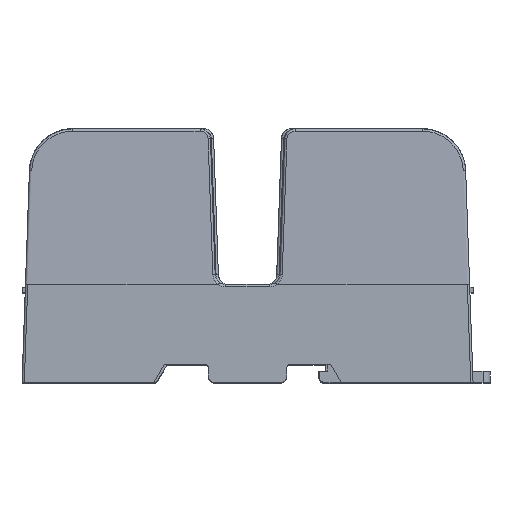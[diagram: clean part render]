
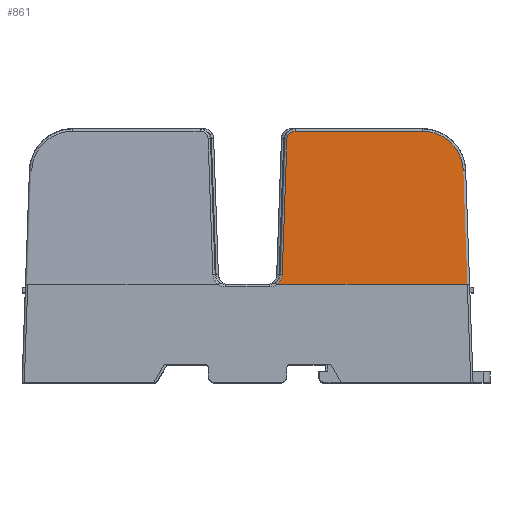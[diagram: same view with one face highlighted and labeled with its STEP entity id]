
A CAD part, top view. The second image highlights one B-rep face of the part: STEP entity #861.
In plain terms, the highlighted planar face has unit normal (0, 0.018, 1).
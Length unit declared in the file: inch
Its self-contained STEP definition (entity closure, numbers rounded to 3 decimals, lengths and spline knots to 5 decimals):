
#861 = ADVANCED_FACE ( 'NONE', ( #68278 ), #99218, .F. ) ;
#1849 = ORIENTED_EDGE ( 'NONE', *, *, #100146, .T. ) ;
#3071 = CARTESIAN_POINT ( 'NONE',  ( 0.25312, 0.85002, 3.555 ) ) ;
#4097 = CARTESIAN_POINT ( 'NONE',  ( 0.2819, 0.87029, 3.55465 ) ) ;
#15759 = DIRECTION ( 'NONE',  ( -1., 0., 0. ) ) ;
#18750 = CARTESIAN_POINT ( 'NONE',  ( 0.25324, 0.85, 3.555 ) ) ;
#22280 = ORIENTED_EDGE ( 'NONE', *, *, #52364, .T. ) ;
#32665 = CARTESIAN_POINT ( 'NONE',  ( 1.90031, 0.85, 3.555 ) ) ;
#32951 = CARTESIAN_POINT ( 'NONE',  ( 0.25298, 0.8501, 3.555 ) ) ;
#33630 = CARTESIAN_POINT ( 'NONE',  ( 0.25297, 0.85012, 3.555 ) ) ;
#35119 = ORIENTED_EDGE ( 'NONE', *, *, #98451, .T. ) ;
#35549 =( BOUNDED_CURVE ( )  B_SPLINE_CURVE ( 3, ( #189821, #81425, #4097, #112483 ),
 .UNSPECIFIED., .F., .F. ) 
 B_SPLINE_CURVE_WITH_KNOTS ( ( 4, 4 ),
 ( 1.6057, 2.53271 ),
 .UNSPECIFIED. ) 
 CURVE ( )  GEOMETRIC_REPRESENTATION_ITEM ( )  RATIONAL_B_SPLINE_CURVE ( ( 1., 0.93, 0.93, 1. ) ) 
 REPRESENTATION_ITEM ( '' )  );
#37698 = VECTOR ( 'NONE', #51100, 39.37008 ) ;
#38737 = VECTOR ( 'NONE', #173190, 39.37008 ) ;
#39389 = DIRECTION ( 'NONE',  ( 0., -0.017, -1. ) ) ;
#41059 = ORIENTED_EDGE ( 'NONE', *, *, #148551, .T. ) ;
#41683 = CARTESIAN_POINT ( 'NONE',  ( 0.41085, 2.17535, 3.53187 ) ) ;
#43927 = CARTESIAN_POINT ( 'NONE',  ( 0.29999, 0.93651, 3.55349 ) ) ;
#47088 = CARTESIAN_POINT ( 'NONE',  ( 1.51122, 2.17535, 3.53187 ) ) ;
#47682 = CARTESIAN_POINT ( 'NONE',  ( -1.95, 0.85, 3.555 ) ) ;
#48173 = CARTESIAN_POINT ( 'NONE',  ( 1.866, 1.83274, 3.53785 ) ) ;
#51100 = DIRECTION ( 'NONE',  ( -0.035, -0.999, 0.017 ) ) ;
#52364 = EDGE_CURVE ( 'NONE', #114442, #74505, #197633, .T. ) ;
#57806 = LINE ( 'NONE', #168354, #140167 ) ;
#57971 = CARTESIAN_POINT ( 'NONE',  ( 1.71346, 2.17535, 3.53187 ) ) ;
#64310 = VECTOR ( 'NONE', #15759, 39.37008 ) ;
#64578 = ORIENTED_EDGE ( 'NONE', *, *, #188076, .T. ) ;
#68278 = FACE_OUTER_BOUND ( 'NONE', #96033, .T. ) ;
#74431 = B_SPLINE_CURVE_WITH_KNOTS ( 'NONE', 3,
 ( #33630, #32951, #173088, #80383, #188782, #95873, #3071, #111441, #18750, #126993 ),
 .UNSPECIFIED., .F., .F.,
 ( 4, 3, 3, 4 ),
 ( 0., 0., 0., 0.00001 ),
 .UNSPECIFIED. ) ;
#74505 = VERTEX_POINT ( 'NONE', #43927 ) ;
#75120 = VERTEX_POINT ( 'NONE', #47088 ) ;
#80383 = CARTESIAN_POINT ( 'NONE',  ( 0.25303, 0.85006, 3.555 ) ) ;
#81425 = CARTESIAN_POINT ( 'NONE',  ( 0.29876, 0.90126, 3.55411 ) ) ;
#88381 = CARTESIAN_POINT ( 'NONE',  ( 0.34089, 2.10779, 3.53305 ) ) ;
#88398 = EDGE_CURVE ( 'NONE', #75120, #96021, #146635, .T. ) ;
#88748 = DIRECTION ( 'NONE',  ( 1., 0., 0. ) ) ;
#95873 = CARTESIAN_POINT ( 'NONE',  ( 0.25308, 0.85003, 3.555 ) ) ;
#96021 = VERTEX_POINT ( 'NONE', #134004 ) ;
#96033 = EDGE_LOOP ( 'NONE', ( #35119, #130835, #169923, #64578, #41059, #1849, #175552, #184080, #22280 ) ) ;
#98035 = CARTESIAN_POINT ( 'NONE',  ( 1.90032, 0.85, 3.555 ) ) ;
#98451 = EDGE_CURVE ( 'NONE', #74505, #99488, #35549, .T. ) ;
#99218 = PLANE ( 'NONE',  #111894 ) ;
#99488 = VERTEX_POINT ( 'NONE', #119351 ) ;
#100025 =( BOUNDED_CURVE ( )  B_SPLINE_CURVE ( 3, ( #41683, #164859, #181178, #88381 ),
 .UNSPECIFIED., .F., .F. ) 
 B_SPLINE_CURVE_WITH_KNOTS ( ( 4, 4 ),
 ( 0., 1.53589 ),
 .UNSPECIFIED. ) 
 CURVE ( )  GEOMETRIC_REPRESENTATION_ITEM ( )  RATIONAL_B_SPLINE_CURVE ( ( 1., 0.813, 0.813, 1. ) ) 
 REPRESENTATION_ITEM ( '' )  );
#100146 = EDGE_CURVE ( 'NONE', #142447, #75120, #165743, .T. ) ;
#103203 = VECTOR ( 'NONE', #88748, 39.37008 ) ;
#111441 = CARTESIAN_POINT ( 'NONE',  ( 0.25318, 0.85, 3.555 ) ) ;
#111894 = AXIS2_PLACEMENT_3D ( 'NONE', #47682, #39389, #189472 ) ;
#112483 = CARTESIAN_POINT ( 'NONE',  ( 0.25297, 0.85012, 3.555 ) ) ;
#114442 = VERTEX_POINT ( 'NONE', #114797 ) ;
#114797 = CARTESIAN_POINT ( 'NONE',  ( 0.34089, 2.10779, 3.53305 ) ) ;
#119351 = CARTESIAN_POINT ( 'NONE',  ( 0.25297, 0.85012, 3.555 ) ) ;
#124273 = DIRECTION ( 'NONE',  ( 1., 0., 0. ) ) ;
#126993 = CARTESIAN_POINT ( 'NONE',  ( 0.2533, 0.85, 3.555 ) ) ;
#130835 = ORIENTED_EDGE ( 'NONE', *, *, #136328, .T. ) ;
#132057 = VERTEX_POINT ( 'NONE', #98035 ) ;
#134004 = CARTESIAN_POINT ( 'NONE',  ( 0.41085, 2.17535, 3.53187 ) ) ;
#136328 = EDGE_CURVE ( 'NONE', #99488, #156484, #74431, .T. ) ;
#140167 = VECTOR ( 'NONE', #124273, 39.37008 ) ;
#142447 = VERTEX_POINT ( 'NONE', #48173 ) ;
#146635 = LINE ( 'NONE', #170170, #64310 ) ;
#148551 = EDGE_CURVE ( 'NONE', #132057, #142447, #157441, .T. ) ;
#151832 = CARTESIAN_POINT ( 'NONE',  ( 0.2533, 0.85, 3.555 ) ) ;
#154912 = VERTEX_POINT ( 'NONE', #32665 ) ;
#156484 = VERTEX_POINT ( 'NONE', #151832 ) ;
#157441 = LINE ( 'NONE', #157606, #38737 ) ;
#157606 = CARTESIAN_POINT ( 'NONE',  ( 1.86601, 1.83239, 3.53785 ) ) ;
#159356 = CARTESIAN_POINT ( 'NONE',  ( 0.29423, 0.77165, 3.55637 ) ) ;
#164859 = CARTESIAN_POINT ( 'NONE',  ( 0.37097, 2.17535, 3.53187 ) ) ;
#165743 =( BOUNDED_CURVE ( )  B_SPLINE_CURVE ( 3, ( #181207, #196793, #57971, #166224 ),
 .UNSPECIFIED., .F., .F. ) 
 B_SPLINE_CURVE_WITH_KNOTS ( ( 4, 4 ),
 ( 1.6057, 3.14159 ),
 .UNSPECIFIED. ) 
 CURVE ( )  GEOMETRIC_REPRESENTATION_ITEM ( )  RATIONAL_B_SPLINE_CURVE ( ( 1., 0.813, 0.813, 1. ) ) 
 REPRESENTATION_ITEM ( '' )  );
#166224 = CARTESIAN_POINT ( 'NONE',  ( 1.51122, 2.17535, 3.53187 ) ) ;
#168354 = CARTESIAN_POINT ( 'NONE',  ( -1.95, 0.85, 3.555 ) ) ;
#169923 = ORIENTED_EDGE ( 'NONE', *, *, #180818, .T. ) ;
#170170 = CARTESIAN_POINT ( 'NONE',  ( -1.95, 2.17535, 3.53187 ) ) ;
#173088 = CARTESIAN_POINT ( 'NONE',  ( 0.253, 0.85008, 3.555 ) ) ;
#173190 = DIRECTION ( 'NONE',  ( -0.035, 0.999, -0.017 ) ) ;
#175552 = ORIENTED_EDGE ( 'NONE', *, *, #88398, .T. ) ;
#178814 = EDGE_CURVE ( 'NONE', #96021, #114442, #100025, .T. ) ;
#180818 = EDGE_CURVE ( 'NONE', #156484, #154912, #57806, .T. ) ;
#181178 = CARTESIAN_POINT ( 'NONE',  ( 0.34228, 2.14765, 3.53235 ) ) ;
#181207 = CARTESIAN_POINT ( 'NONE',  ( 1.866, 1.83274, 3.53785 ) ) ;
#184080 = ORIENTED_EDGE ( 'NONE', *, *, #178814, .T. ) ;
#188076 = EDGE_CURVE ( 'NONE', #154912, #132057, #190566, .T. ) ;
#188782 = CARTESIAN_POINT ( 'NONE',  ( 0.25305, 0.85004, 3.555 ) ) ;
#189472 = DIRECTION ( 'NONE',  ( 0., -1., 0.017 ) ) ;
#189821 = CARTESIAN_POINT ( 'NONE',  ( 0.29999, 0.93651, 3.55349 ) ) ;
#190566 = LINE ( 'NONE', #197123, #103203 ) ;
#196793 = CARTESIAN_POINT ( 'NONE',  ( 1.85894, 2.03486, 3.53432 ) ) ;
#197123 = CARTESIAN_POINT ( 'NONE',  ( -1.95, 0.85, 3.555 ) ) ;
#197633 = LINE ( 'NONE', #159356, #37698 ) ;
